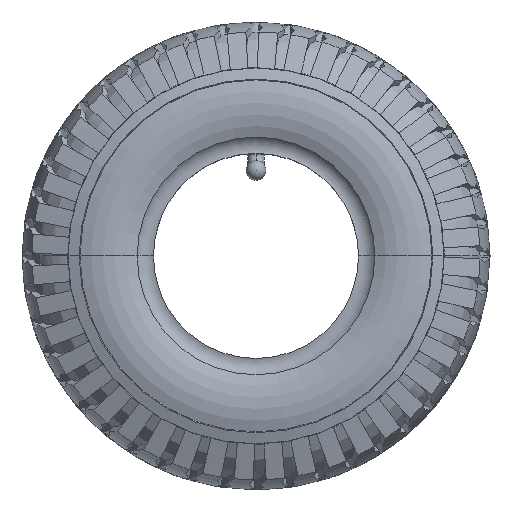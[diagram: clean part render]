
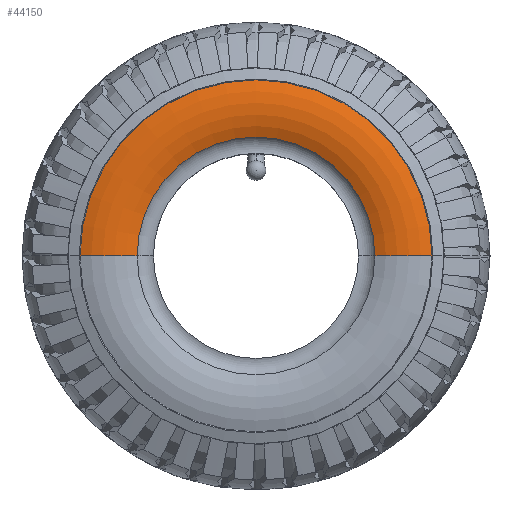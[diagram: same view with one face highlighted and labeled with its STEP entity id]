
A CAD part, top view. The second image highlights one B-rep face of the part: STEP entity #44150.
In plain terms, the highlighted toroidal (fillet/blend) face has major radius 73.567 mm and minor radius 34.422 mm.
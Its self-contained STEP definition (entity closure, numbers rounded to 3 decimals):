
#611 = DIRECTION ( 'NONE',  ( -1., 0., 0. ) ) ;
#1903 = DIRECTION ( 'NONE',  ( 0., 0., 1. ) ) ;
#2270 = CARTESIAN_POINT ( 'NONE',  ( 30., 0., 86.5 ) ) ;
#4144 = VERTEX_POINT ( 'NONE', #40906 ) ;
#6427 = CARTESIAN_POINT ( 'NONE',  ( 30., 0., 0. ) ) ;
#8420 = CIRCLE ( 'NONE', #32132, 86.5 ) ;
#8815 = DIRECTION ( 'NONE',  ( 0., 0., 1. ) ) ;
#8988 = CARTESIAN_POINT ( 'NONE',  ( 29., 0., 0. ) ) ;
#9087 = FACE_OUTER_BOUND ( 'NONE', #26689, .T. ) ;
#10115 = DIRECTION ( 'NONE',  ( 0., -1., 0. ) ) ;
#10643 = CIRCLE ( 'NONE', #39360, 34.422 ) ;
#12442 = VERTEX_POINT ( 'NONE', #28358 ) ;
#12710 = ORIENTED_EDGE ( 'NONE', *, *, #38240, .F. ) ;
#13467 = VERTEX_POINT ( 'NONE', #2270 ) ;
#13946 = AXIS2_PLACEMENT_3D ( 'NONE', #29196, #611, #8815 ) ;
#14694 = ORIENTED_EDGE ( 'NONE', *, *, #28174, .T. ) ;
#15364 = VERTEX_POINT ( 'NONE', #18783 ) ;
#16317 = CIRCLE ( 'NONE', #37527, 34.422 ) ;
#17460 = DIRECTION ( 'NONE',  ( 0., 0., 1. ) ) ;
#18783 = CARTESIAN_POINT ( 'NONE',  ( 30., 0., -86.5 ) ) ;
#21670 = ORIENTED_EDGE ( 'NONE', *, *, #22869, .F. ) ;
#22808 = DIRECTION ( 'NONE',  ( -1., 0., 0. ) ) ;
#22869 = EDGE_CURVE ( 'NONE', #4144, #13467, #16317, .T. ) ;
#26689 = EDGE_LOOP ( 'NONE', ( #48156, #14694, #12710, #21670 ) ) ;
#28174 = EDGE_CURVE ( 'NONE', #12442, #15364, #10643, .T. ) ;
#28358 = CARTESIAN_POINT ( 'NONE',  ( 29., 0., -58.4 ) ) ;
#29091 = DIRECTION ( 'NONE',  ( 0., 0., 1. ) ) ;
#29196 = CARTESIAN_POINT ( 'NONE',  ( -1.9, 0., 0. ) ) ;
#30885 = EDGE_CURVE ( 'NONE', #4144, #12442, #35206, .T. ) ;
#31754 = TOROIDAL_SURFACE ( 'NONE', #13946, 73.567, 34.422 ) ;
#32132 = AXIS2_PLACEMENT_3D ( 'NONE', #6427, #22808, #1903 ) ;
#33419 = DIRECTION ( 'NONE',  ( 0., 0., -1. ) ) ;
#35206 = CIRCLE ( 'NONE', #48721, 58.4 ) ;
#37527 = AXIS2_PLACEMENT_3D ( 'NONE', #46369, #10115, #33419 ) ;
#37864 = CARTESIAN_POINT ( 'NONE',  ( -1.9, 0., -73.567 ) ) ;
#38240 = EDGE_CURVE ( 'NONE', #13467, #15364, #8420, .T. ) ;
#39360 = AXIS2_PLACEMENT_3D ( 'NONE', #37864, #49783, #17460 ) ;
#40906 = CARTESIAN_POINT ( 'NONE',  ( 29., 0., 58.4 ) ) ;
#41002 = DIRECTION ( 'NONE',  ( -1., 0., 0. ) ) ;
#44150 = ADVANCED_FACE ( 'NONE', ( #9087 ), #31754, .T. ) ;
#46369 = CARTESIAN_POINT ( 'NONE',  ( -1.9, 0., 73.567 ) ) ;
#48156 = ORIENTED_EDGE ( 'NONE', *, *, #30885, .T. ) ;
#48721 = AXIS2_PLACEMENT_3D ( 'NONE', #8988, #41002, #29091 ) ;
#49783 = DIRECTION ( 'NONE',  ( 0., 1., 0. ) ) ;
